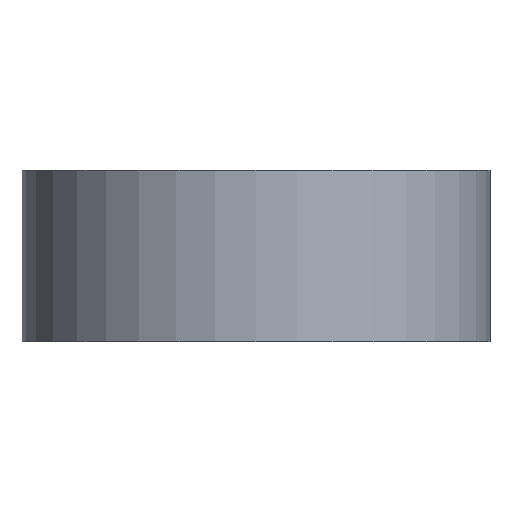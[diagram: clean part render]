
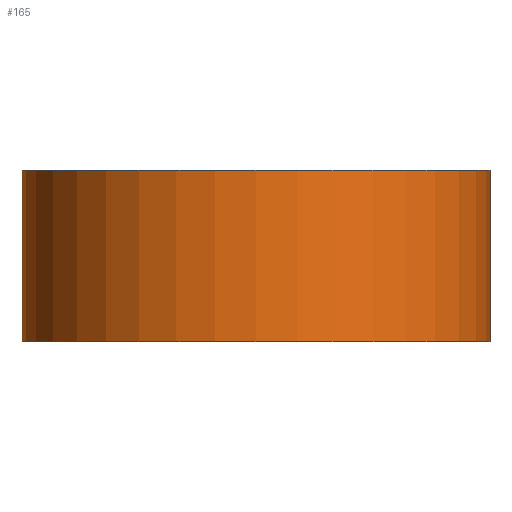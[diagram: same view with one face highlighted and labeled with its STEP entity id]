
A CAD part, front view. The second image highlights one B-rep face of the part: STEP entity #165.
In plain terms, the highlighted cylindrical face has radius 7.5 mm (diameter 15 mm), a partial arc.
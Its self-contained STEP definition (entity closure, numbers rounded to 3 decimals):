
#7 = DIRECTION ( 'NONE',  ( -1., 0., 0. ) ) ;
#10 = ORIENTED_EDGE ( 'NONE', *, *, #69, .T. ) ;
#13 = VERTEX_POINT ( 'NONE', #90 ) ;
#15 = AXIS2_PLACEMENT_3D ( 'NONE', #34, #53, #7 ) ;
#18 = VERTEX_POINT ( 'NONE', #79 ) ;
#20 = CYLINDRICAL_SURFACE ( 'NONE', #186, 7.5 ) ;
#28 = DIRECTION ( 'NONE',  ( 0., 0., -1. ) ) ;
#33 = CARTESIAN_POINT ( 'NONE',  ( 0., 0., 0. ) ) ;
#34 = CARTESIAN_POINT ( 'NONE',  ( 0., 0., 5.5 ) ) ;
#35 = DIRECTION ( 'NONE',  ( 0., 0., -1. ) ) ;
#48 = CARTESIAN_POINT ( 'NONE',  ( 7.5, 0., 0. ) ) ;
#53 = DIRECTION ( 'NONE',  ( 0., 0., 1. ) ) ;
#54 = CARTESIAN_POINT ( 'NONE',  ( 0., 0., 5.5 ) ) ;
#59 = LINE ( 'NONE', #116, #149 ) ;
#60 = VERTEX_POINT ( 'NONE', #48 ) ;
#62 = ORIENTED_EDGE ( 'NONE', *, *, #93, .F. ) ;
#66 = FACE_OUTER_BOUND ( 'NONE', #153, .T. ) ;
#69 = EDGE_CURVE ( 'NONE', #18, #60, #129, .T. ) ;
#79 = CARTESIAN_POINT ( 'NONE',  ( -7.5, 0., 0. ) ) ;
#84 = ORIENTED_EDGE ( 'NONE', *, *, #136, .F. ) ;
#86 = VECTOR ( 'NONE', #28, 1000. ) ;
#90 = CARTESIAN_POINT ( 'NONE',  ( -7.5, 0., 5.5 ) ) ;
#93 = EDGE_CURVE ( 'NONE', #102, #60, #59, .T. ) ;
#102 = VERTEX_POINT ( 'NONE', #198 ) ;
#104 = LINE ( 'NONE', #169, #86 ) ;
#116 = CARTESIAN_POINT ( 'NONE',  ( 7.5, 0., 5.5 ) ) ;
#121 = EDGE_CURVE ( 'NONE', #13, #18, #104, .T. ) ;
#124 = DIRECTION ( 'NONE',  ( 1., 0., 0. ) ) ;
#129 = CIRCLE ( 'NONE', #159, 7.5 ) ;
#135 = DIRECTION ( 'NONE',  ( 1., 0., 0. ) ) ;
#136 = EDGE_CURVE ( 'NONE', #13, #102, #142, .T. ) ;
#142 = CIRCLE ( 'NONE', #15, 7.5 ) ;
#149 = VECTOR ( 'NONE', #185, 1000. ) ;
#150 = ORIENTED_EDGE ( 'NONE', *, *, #121, .T. ) ;
#153 = EDGE_LOOP ( 'NONE', ( #84, #150, #10, #62 ) ) ;
#159 = AXIS2_PLACEMENT_3D ( 'NONE', #33, #197, #135 ) ;
#165 = ADVANCED_FACE ( 'NONE', ( #66 ), #20, .T. ) ;
#169 = CARTESIAN_POINT ( 'NONE',  ( -7.5, 0., 5.5 ) ) ;
#185 = DIRECTION ( 'NONE',  ( 0., 0., -1. ) ) ;
#186 = AXIS2_PLACEMENT_3D ( 'NONE', #54, #35, #124 ) ;
#197 = DIRECTION ( 'NONE',  ( 0., 0., 1. ) ) ;
#198 = CARTESIAN_POINT ( 'NONE',  ( 7.5, 0., 5.5 ) ) ;
